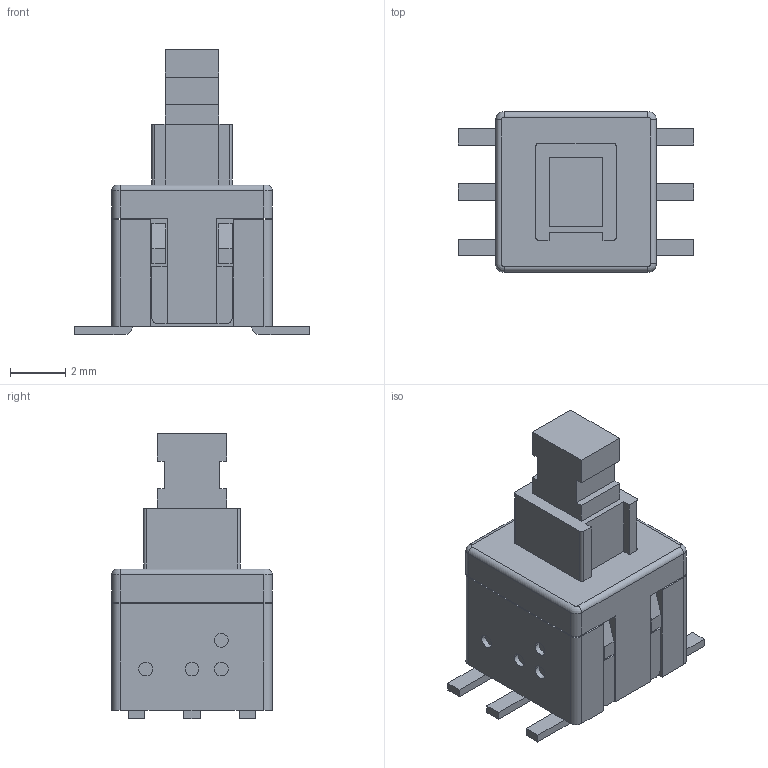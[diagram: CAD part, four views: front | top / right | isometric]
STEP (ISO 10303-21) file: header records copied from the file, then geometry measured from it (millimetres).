
FILE_DESCRIPTION(('FreeCAD Model'),'2;1');
FILE_NAME('Open CASCADE Shape Model','2024-12-30T23:35:41',('Author'),( ''),'Open CASCADE STEP processor 7.7','FreeCAD','Unknown');
FILE_SCHEMA(('AUTOMOTIVE_DESIGN { 1 0 10303 214 1 1 1 1 }'));
Length unit declared in the file: millimetre
Products named in the file (16): 2cSO-SW2-SW-SMD_6P-L5.8-W5.8-P2.00-LS8.5-TR; COMPOUND014; COMPOUND; COMPOUND001; COMPOUND002; COMPOUND003; COMPOUND004; COMPOUND005; COMPOUND006; COMPOUND007; COMPOUND008; COMPOUND009; COMPOUND010; COMPOUND011; COMPOUND012; COMPOUND013
Assembly tree (15 placements, depth 3):
  2cSO-SW2-SW-SMD_6P-L5.8-W5.8-P2.00-LS8.5-TR
    COMPOUND014
      COMPOUND
      COMPOUND001
      COMPOUND002
      COMPOUND003
      COMPOUND004
      COMPOUND005
      COMPOUND006
      COMPOUND007
      COMPOUND008
      COMPOUND009
      COMPOUND010
      COMPOUND011
      COMPOUND012
      COMPOUND013
Bounding box: 8.5 x 5.8 x 10.3 mm (x, y, z)
Volume: 204.6 mm3; surface area: 280.1 mm2
Topology: 14 solids, 14 shells, 408 faces, 1074 edges, 706 vertices
Faces by surface type: plane 264, bspline 98, cylinder 42, revolution 4
Entity records: 13976 total; most frequent: CARTESIAN_POINT 3570, ORIENTED_EDGE 2142, DIRECTION 1599, EDGE_CURVE 1071, LINE 783, VECTOR 783, VERTEX_POINT 706, FACE_BOUND 435
